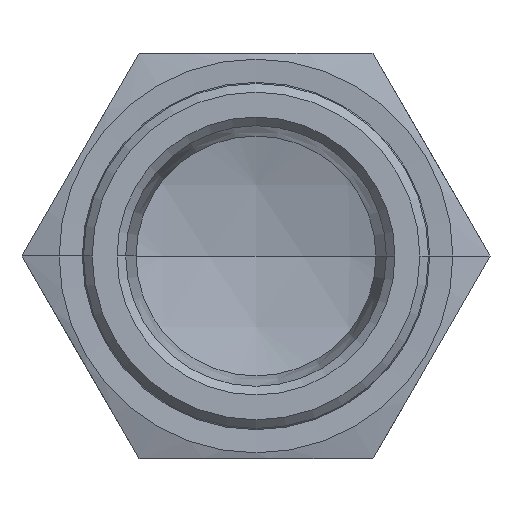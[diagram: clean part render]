
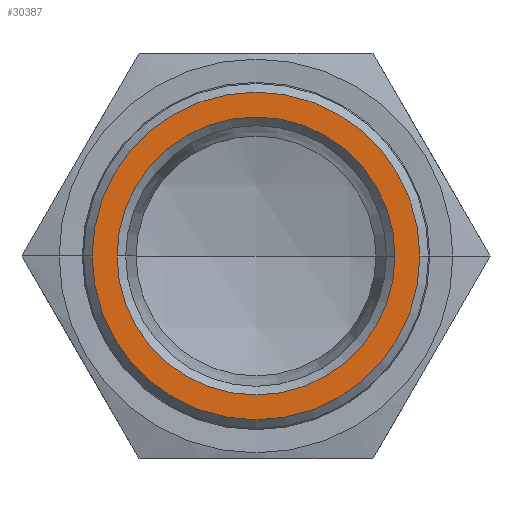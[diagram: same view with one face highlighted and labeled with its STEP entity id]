
A CAD part, front view. The second image highlights one B-rep face of the part: STEP entity #30387.
In plain terms, the highlighted planar face has unit normal (0, -1, 0).
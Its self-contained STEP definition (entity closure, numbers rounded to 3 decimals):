
#80 = AXIS2_PLACEMENT_3D ( 'NONE', #22573, #4907, #25571 ) ;
#3667 = CARTESIAN_POINT ( 'NONE',  ( 0., -24., 0. ) ) ;
#4907 = DIRECTION ( 'NONE',  ( 0., 1., 0. ) ) ;
#5881 = DIRECTION ( 'NONE',  ( 0., 1., 0. ) ) ;
#6192 = AXIS2_PLACEMENT_3D ( 'NONE', #24085, #6371, #27034 ) ;
#6371 = DIRECTION ( 'NONE',  ( 0., 1., 0. ) ) ;
#6600 = DIRECTION ( 'NONE',  ( 1., 0., 0. ) ) ;
#6610 = DIRECTION ( 'NONE',  ( 0., 1., 0. ) ) ;
#6634 = VERTEX_POINT ( 'NONE', #12019 ) ;
#6899 = EDGE_CURVE ( 'NONE', #32128, #6634, #36501, .T. ) ;
#7201 = AXIS2_PLACEMENT_3D ( 'NONE', #3667, #24324, #6600 ) ;
#7537 = CIRCLE ( 'NONE', #36768, 24. ) ;
#9439 = VERTEX_POINT ( 'NONE', #18292 ) ;
#9660 = ORIENTED_EDGE ( 'NONE', *, *, #36015, .T. ) ;
#9900 = CIRCLE ( 'NONE', #7201, 28.3 ) ;
#12019 = CARTESIAN_POINT ( 'NONE',  ( 24., -24., 0. ) ) ;
#12838 = ORIENTED_EDGE ( 'NONE', *, *, #25565, .F. ) ;
#15475 = VERTEX_POINT ( 'NONE', #25383 ) ;
#16022 = ORIENTED_EDGE ( 'NONE', *, *, #6899, .T. ) ;
#18292 = CARTESIAN_POINT ( 'NONE',  ( -28.3, -24., 0. ) ) ;
#18758 = CIRCLE ( 'NONE', #6192, 28.3 ) ;
#18763 = EDGE_LOOP ( 'NONE', ( #12838, #36502 ) ) ;
#19103 = FACE_BOUND ( 'NONE', #37380, .T. ) ;
#22573 = CARTESIAN_POINT ( 'NONE',  ( 0., -24., 0. ) ) ;
#23562 = PLANE ( 'NONE',  #29778 ) ;
#24085 = CARTESIAN_POINT ( 'NONE',  ( 0., -24., 0. ) ) ;
#24324 = DIRECTION ( 'NONE',  ( 0., 1., 0. ) ) ;
#24333 = CARTESIAN_POINT ( 'NONE',  ( 0., -24., 0. ) ) ;
#25152 = FACE_OUTER_BOUND ( 'NONE', #18763, .T. ) ;
#25383 = CARTESIAN_POINT ( 'NONE',  ( 28.3, -24., 0. ) ) ;
#25565 = EDGE_CURVE ( 'NONE', #15475, #9439, #18758, .T. ) ;
#25571 = DIRECTION ( 'NONE',  ( 1., 0., 0. ) ) ;
#26414 = CARTESIAN_POINT ( 'NONE',  ( 60.622, -24., 35. ) ) ;
#26533 = DIRECTION ( 'NONE',  ( 0., 0., 1. ) ) ;
#27034 = DIRECTION ( 'NONE',  ( 1., 0., 0. ) ) ;
#27288 = EDGE_CURVE ( 'NONE', #9439, #15475, #9900, .T. ) ;
#27300 = DIRECTION ( 'NONE',  ( 1., 0., 0. ) ) ;
#29778 = AXIS2_PLACEMENT_3D ( 'NONE', #26414, #5881, #26533 ) ;
#30387 = ADVANCED_FACE ( 'NONE', ( #19103, #25152 ), #23562, .F. ) ;
#32128 = VERTEX_POINT ( 'NONE', #35208 ) ;
#35208 = CARTESIAN_POINT ( 'NONE',  ( -24., -24., 0. ) ) ;
#36015 = EDGE_CURVE ( 'NONE', #6634, #32128, #7537, .T. ) ;
#36501 = CIRCLE ( 'NONE', #80, 24. ) ;
#36502 = ORIENTED_EDGE ( 'NONE', *, *, #27288, .F. ) ;
#36768 = AXIS2_PLACEMENT_3D ( 'NONE', #24333, #6610, #27300 ) ;
#37380 = EDGE_LOOP ( 'NONE', ( #16022, #9660 ) ) ;
